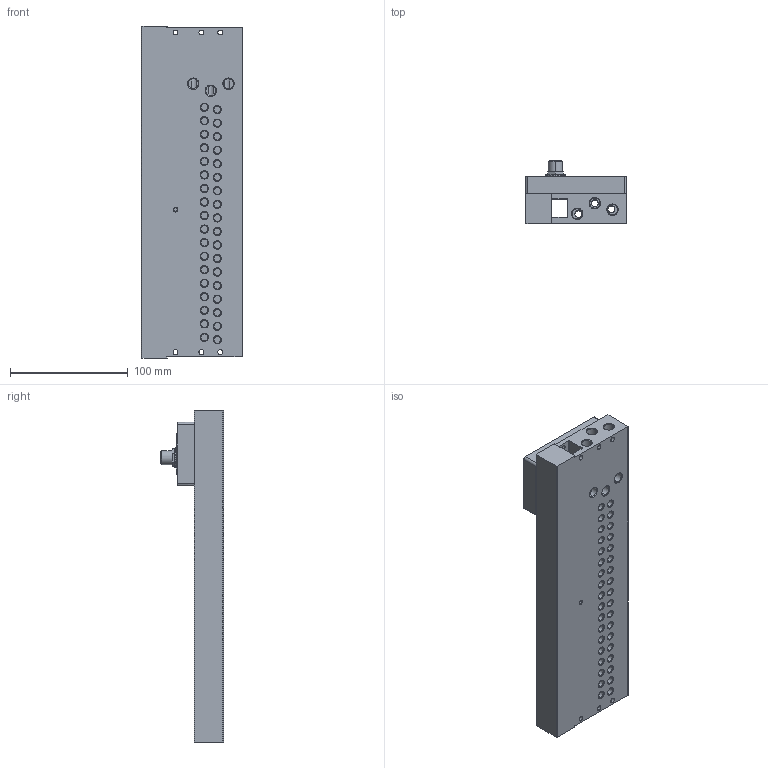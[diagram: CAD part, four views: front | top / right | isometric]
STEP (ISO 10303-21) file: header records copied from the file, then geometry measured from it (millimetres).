
FILE_DESCRIPTION (( 'STEP AP203' ), '1' );
FILE_NAME ('ES1VB-18F-M7LK32.STEP', '2022-07-27T11:38:37', ( '' ), ( '' ), 'SwSTEP 2.0', 'SolidWorks 2022', '' );
FILE_SCHEMA (( 'CONFIG_CONTROL_DESIGN' ));
Length unit declared in the file: millimetre
Products named in the file (1): ES1VB-18F-M7LK32
Bounding box: 86 x 53.6 x 282 mm (x, y, z)
Volume: 572257.5 mm3; surface area: 111830.9 mm2
Topology: 1 solids, 1 shells, 541 faces, 1240 edges, 792 vertices
Faces by surface type: cylinder 232, cone 168, plane 129, bspline 12
Entity records: 15879 total; most frequent: DIRECTION 3004, CARTESIAN_POINT 2910, ORIENTED_EDGE 2480, AXIS2_PLACEMENT_3D 1258, EDGE_CURVE 1240, VERTEX_POINT 792, CIRCLE 728, EDGE_LOOP 664
